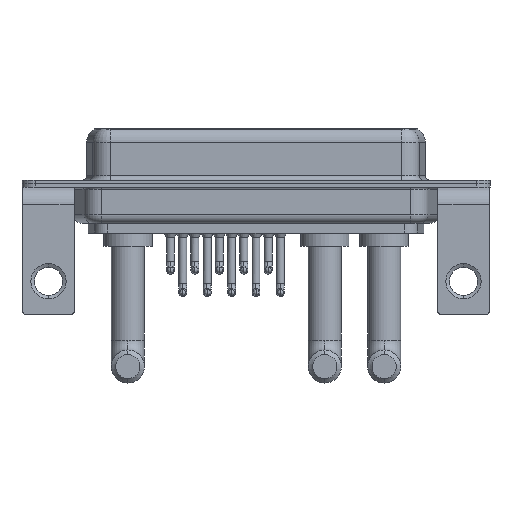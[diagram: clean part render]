
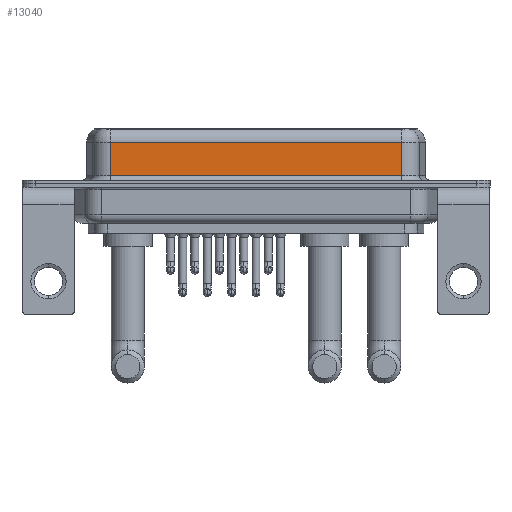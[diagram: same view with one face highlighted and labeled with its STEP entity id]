
A CAD part, front view. The second image highlights one B-rep face of the part: STEP entity #13040.
In plain terms, the highlighted planar face has unit normal (0, -1, 0).
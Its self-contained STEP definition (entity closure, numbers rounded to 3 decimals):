
#73 = DIRECTION ( 'NONE',  ( 0., 0., -1. ) ) ;
#947 = CARTESIAN_POINT ( 'NONE',  ( 40.037, -3.95, 6.4 ) ) ;
#1754 = VERTEX_POINT ( 'NONE', #12276 ) ;
#3533 = VERTEX_POINT ( 'NONE', #14139 ) ;
#4528 = EDGE_CURVE ( 'NONE', #3533, #6592, #17029, .T. ) ;
#5605 = DIRECTION ( 'NONE',  ( -1., 0., 0. ) ) ;
#5650 = DIRECTION ( 'NONE',  ( 0., 1., 0. ) ) ;
#5663 = ORIENTED_EDGE ( 'NONE', *, *, #12049, .T. ) ;
#5969 = VERTEX_POINT ( 'NONE', #14264 ) ;
#6592 = VERTEX_POINT ( 'NONE', #7390 ) ;
#7031 = AXIS2_PLACEMENT_3D ( 'NONE', #947, #5650, #17806 ) ;
#7216 = CARTESIAN_POINT ( 'NONE',  ( 40.037, -3.95, 4.65 ) ) ;
#7390 = CARTESIAN_POINT ( 'NONE',  ( 7.013, -3.95, 0.9 ) ) ;
#7915 = LINE ( 'NONE', #13029, #8793 ) ;
#8208 = DIRECTION ( 'NONE',  ( 1., 0., 0. ) ) ;
#8793 = VECTOR ( 'NONE', #8208, 1000. ) ;
#9028 = LINE ( 'NONE', #7216, #17912 ) ;
#10288 = FACE_OUTER_BOUND ( 'NONE', #12955, .T. ) ;
#10723 = LINE ( 'NONE', #18243, #12254 ) ;
#10732 = DIRECTION ( 'NONE',  ( 0., 0., -1. ) ) ;
#10879 = ORIENTED_EDGE ( 'NONE', *, *, #17321, .F. ) ;
#12049 = EDGE_CURVE ( 'NONE', #5969, #3533, #9028, .T. ) ;
#12254 = VECTOR ( 'NONE', #73, 1000. ) ;
#12276 = CARTESIAN_POINT ( 'NONE',  ( 40.037, -3.95, 0.9 ) ) ;
#12955 = EDGE_LOOP ( 'NONE', ( #10879, #5663, #15163, #14013 ) ) ;
#13029 = CARTESIAN_POINT ( 'NONE',  ( 40.037, -3.95, 0.9 ) ) ;
#13040 = ADVANCED_FACE ( 'NONE', ( #10288 ), #14683, .F. ) ;
#14013 = ORIENTED_EDGE ( 'NONE', *, *, #18477, .T. ) ;
#14139 = CARTESIAN_POINT ( 'NONE',  ( 7.013, -3.95, 4.65 ) ) ;
#14264 = CARTESIAN_POINT ( 'NONE',  ( 40.037, -3.95, 4.65 ) ) ;
#14683 = PLANE ( 'NONE',  #7031 ) ;
#15163 = ORIENTED_EDGE ( 'NONE', *, *, #4528, .T. ) ;
#15604 = CARTESIAN_POINT ( 'NONE',  ( 7.013, -3.95, 6.4 ) ) ;
#17029 = LINE ( 'NONE', #15604, #18070 ) ;
#17321 = EDGE_CURVE ( 'NONE', #5969, #1754, #10723, .T. ) ;
#17806 = DIRECTION ( 'NONE',  ( 0., 0., 1. ) ) ;
#17912 = VECTOR ( 'NONE', #5605, 1000. ) ;
#18070 = VECTOR ( 'NONE', #10732, 1000. ) ;
#18243 = CARTESIAN_POINT ( 'NONE',  ( 40.037, -3.95, 6.4 ) ) ;
#18477 = EDGE_CURVE ( 'NONE', #6592, #1754, #7915, .T. ) ;
